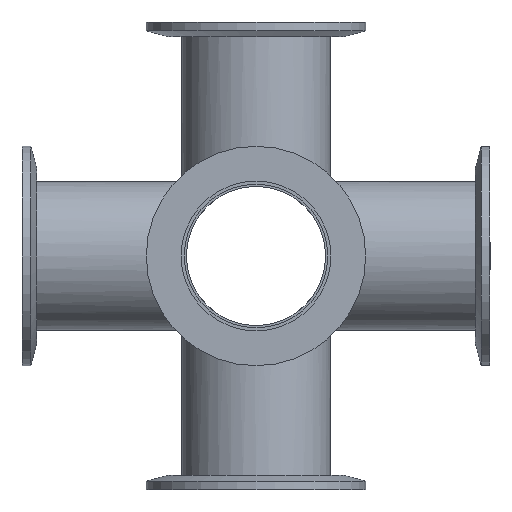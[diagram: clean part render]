
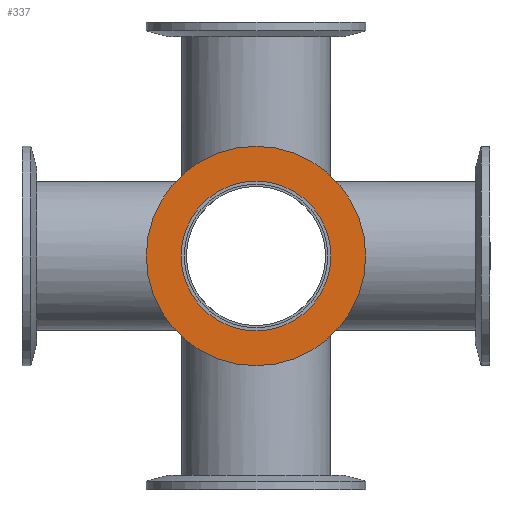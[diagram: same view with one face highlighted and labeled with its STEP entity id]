
A CAD part, front view. The second image highlights one B-rep face of the part: STEP entity #337.
In plain terms, the highlighted planar face has unit normal (0, -1, 0).
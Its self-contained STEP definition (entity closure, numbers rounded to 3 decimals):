
#69=FACE_BOUND('',#124,.T.);
#75=CIRCLE('',#421,37.5);
#76=CIRCLE('',#422,37.5);
#77=CIRCLE('',#423,25.6);
#78=CIRCLE('',#424,25.6);
#106=FACE_OUTER_BOUND('',#123,.T.);
#123=EDGE_LOOP('',(#275,#276));
#124=EDGE_LOOP('',(#277,#278));
#180=VERTEX_POINT('',#633);
#181=VERTEX_POINT('',#634);
#182=VERTEX_POINT('',#637);
#183=VERTEX_POINT('',#638);
#216=EDGE_CURVE('',#180,#181,#75,.T.);
#217=EDGE_CURVE('',#181,#180,#76,.T.);
#218=EDGE_CURVE('',#182,#183,#77,.T.);
#219=EDGE_CURVE('',#183,#182,#78,.T.);
#275=ORIENTED_EDGE('',*,*,#216,.F.);
#276=ORIENTED_EDGE('',*,*,#217,.F.);
#277=ORIENTED_EDGE('',*,*,#218,.T.);
#278=ORIENTED_EDGE('',*,*,#219,.T.);
#326=PLANE('',#420);
#337=ADVANCED_FACE('',(#106,#69),#326,.T.);
#420=AXIS2_PLACEMENT_3D('',#632,#509,#510);
#421=AXIS2_PLACEMENT_3D('',#635,#511,#512);
#422=AXIS2_PLACEMENT_3D('',#636,#513,#514);
#423=AXIS2_PLACEMENT_3D('',#639,#515,#516);
#424=AXIS2_PLACEMENT_3D('',#640,#517,#518);
#509=DIRECTION('center_axis',(0.,-1.,0.));
#510=DIRECTION('ref_axis',(0.,0.,-1.));
#511=DIRECTION('center_axis',(0.,1.,0.));
#512=DIRECTION('ref_axis',(1.,0.,0.));
#513=DIRECTION('center_axis',(0.,1.,0.));
#514=DIRECTION('ref_axis',(1.,0.,0.));
#515=DIRECTION('center_axis',(0.,1.,0.));
#516=DIRECTION('ref_axis',(1.,0.,0.));
#517=DIRECTION('center_axis',(0.,1.,0.));
#518=DIRECTION('ref_axis',(1.,0.,0.));
#632=CARTESIAN_POINT('Origin',(-37.5,0.,0.));
#633=CARTESIAN_POINT('',(-37.5,0.,0.));
#634=CARTESIAN_POINT('',(37.5,0.,0.));
#635=CARTESIAN_POINT('Origin',(0.,0.,0.));
#636=CARTESIAN_POINT('Origin',(0.,0.,0.));
#637=CARTESIAN_POINT('',(-25.6,0.,0.));
#638=CARTESIAN_POINT('',(25.6,0.,0.));
#639=CARTESIAN_POINT('Origin',(0.,0.,0.));
#640=CARTESIAN_POINT('Origin',(0.,0.,0.));
